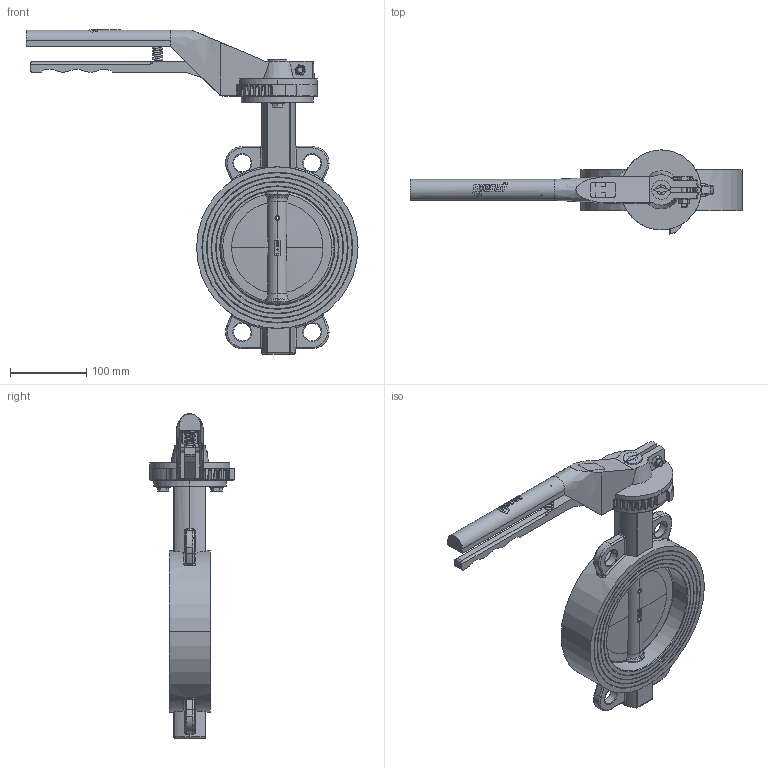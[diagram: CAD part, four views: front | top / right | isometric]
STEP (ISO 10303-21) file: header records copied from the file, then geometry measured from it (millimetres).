
FILE_DESCRIPTION(('HOOPS Exchange Step'),'2;1');
FILE_NAME('AK0810_DN150_Handhebel.stp','2025-08-07T13:25:05+02:00',('nieru'),('Unknown organisation'),'HOOPS Exchange 2024.2','HOOPS Exchange','Unknown authorisation');
FILE_SCHEMA( ('AP203_CONFIGURATION_CONTROLLED_3D_DESIGN_OF_MECHANICAL_PARTS_AND_ASSEMBLIES_MIM_LF') );
Length unit declared in the file: millimetre
Products named in the file (2): 0; root
Assembly tree (1 placements, depth 2):
  root
    0
Bounding box: 436 x 110.5 x 426.09 mm (x, y, z)
Volume: 1753601.3 mm3; surface area: 370351.8 mm2
Topology: 16 solids, 16 shells, 2555 faces, 6358 edges, 3868 vertices
Faces by surface type: plane 882, cylinder 786, torus 441, bspline 287, sphere 86, cone 73
Full cylindrical faces by diameter (mm): 4 x1, 5.8 x1, 8 x1, 8.5 x2, 13.8 x1
Entity records: 142345 total; most frequent: CARTESIAN_POINT 85996, ORIENTED_EDGE 12658, DIRECTION 10458, EDGE_CURVE 6329, AXIS2_PLACEMENT_3D 4015, VERTEX_POINT 3869, EDGE_LOOP 2686, FACE_BOUND 2686
